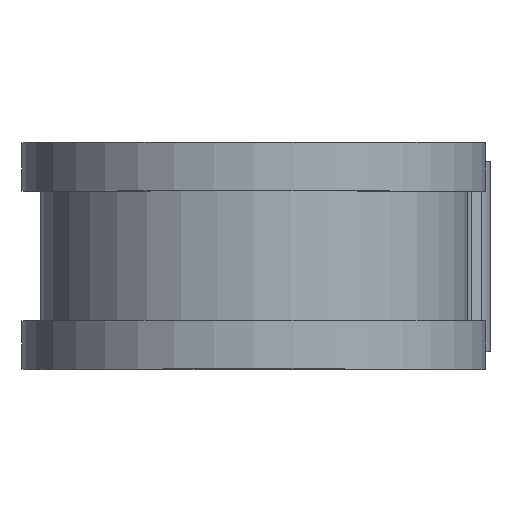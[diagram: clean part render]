
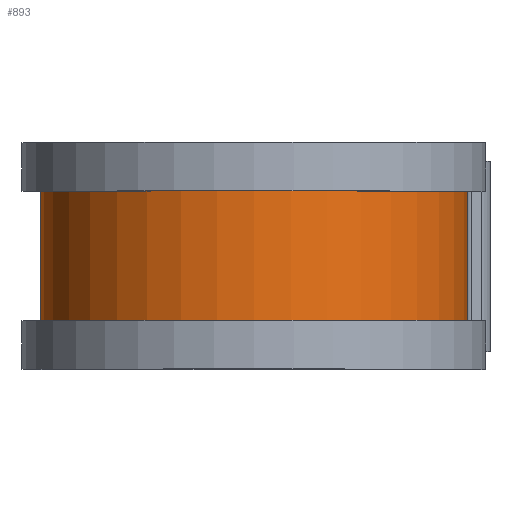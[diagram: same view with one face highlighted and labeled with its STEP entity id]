
A CAD part, top view. The second image highlights one B-rep face of the part: STEP entity #893.
In plain terms, the highlighted cylindrical face has radius 17.818 mm (diameter 35.636 mm), a partial arc.
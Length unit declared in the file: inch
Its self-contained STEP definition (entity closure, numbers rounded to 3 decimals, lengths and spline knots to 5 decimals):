
#24 = DIRECTION ( 'NONE',  ( 0., -1., 0. ) ) ;
#38 = DIRECTION ( 'NONE',  ( 0., -1., 0. ) ) ;
#57 = CARTESIAN_POINT ( 'NONE',  ( 0.7015, 0.2125, 0. ) ) ;
#112 = CARTESIAN_POINT ( 'NONE',  ( 0., 0.3125, -0.7015 ) ) ;
#134 = CARTESIAN_POINT ( 'NONE',  ( 0.7015, -0.2125, 0. ) ) ;
#183 = CARTESIAN_POINT ( 'NONE',  ( 0., -0.2125, -0.7015 ) ) ;
#195 = VERTEX_POINT ( 'NONE', #57 ) ;
#244 = VECTOR ( 'NONE', #1713, 39.37008 ) ;
#326 = CARTESIAN_POINT ( 'NONE',  ( 0., -0.2125, 0. ) ) ;
#422 = CIRCLE ( 'NONE', #857, 0.7015 ) ;
#425 = CARTESIAN_POINT ( 'NONE',  ( 0., 0.2125, -0.7015 ) ) ;
#455 = EDGE_CURVE ( 'NONE', #1075, #1673, #755, .T. ) ;
#456 = CARTESIAN_POINT ( 'NONE',  ( 0., 0.3125, 0. ) ) ;
#504 = CYLINDRICAL_SURFACE ( 'NONE', #572, 0.7015 ) ;
#569 = DIRECTION ( 'NONE',  ( 0., 0., -1. ) ) ;
#572 = AXIS2_PLACEMENT_3D ( 'NONE', #456, #586, #569 ) ;
#586 = DIRECTION ( 'NONE',  ( 0., -1., 0. ) ) ;
#693 = VECTOR ( 'NONE', #24, 39.37008 ) ;
#755 = CIRCLE ( 'NONE', #1349, 0.7015 ) ;
#847 = CARTESIAN_POINT ( 'NONE',  ( 0., 0.2125, 0. ) ) ;
#857 = AXIS2_PLACEMENT_3D ( 'NONE', #847, #38, #964 ) ;
#893 = ADVANCED_FACE ( 'NONE', ( #1244 ), #504, .T. ) ;
#964 = DIRECTION ( 'NONE',  ( 0., 0., -1. ) ) ;
#969 = EDGE_CURVE ( 'NONE', #195, #1075, #991, .T. ) ;
#991 = LINE ( 'NONE', #1628, #244 ) ;
#1048 = LINE ( 'NONE', #112, #693 ) ;
#1067 = DIRECTION ( 'NONE',  ( 0., 0., -1. ) ) ;
#1075 = VERTEX_POINT ( 'NONE', #134 ) ;
#1108 = VERTEX_POINT ( 'NONE', #425 ) ;
#1244 = FACE_OUTER_BOUND ( 'NONE', #1712, .T. ) ;
#1349 = AXIS2_PLACEMENT_3D ( 'NONE', #326, #1612, #1067 ) ;
#1386 = ORIENTED_EDGE ( 'NONE', *, *, #1395, .T. ) ;
#1395 = EDGE_CURVE ( 'NONE', #1108, #1673, #1048, .T. ) ;
#1612 = DIRECTION ( 'NONE',  ( 0., -1., 0. ) ) ;
#1628 = CARTESIAN_POINT ( 'NONE',  ( 0.7015, 0.3125, 0. ) ) ;
#1633 = ORIENTED_EDGE ( 'NONE', *, *, #1698, .T. ) ;
#1648 = ORIENTED_EDGE ( 'NONE', *, *, #969, .F. ) ;
#1673 = VERTEX_POINT ( 'NONE', #183 ) ;
#1698 = EDGE_CURVE ( 'NONE', #195, #1108, #422, .T. ) ;
#1712 = EDGE_LOOP ( 'NONE', ( #1648, #1633, #1386, #1736 ) ) ;
#1713 = DIRECTION ( 'NONE',  ( 0., -1., 0. ) ) ;
#1736 = ORIENTED_EDGE ( 'NONE', *, *, #455, .F. ) ;
